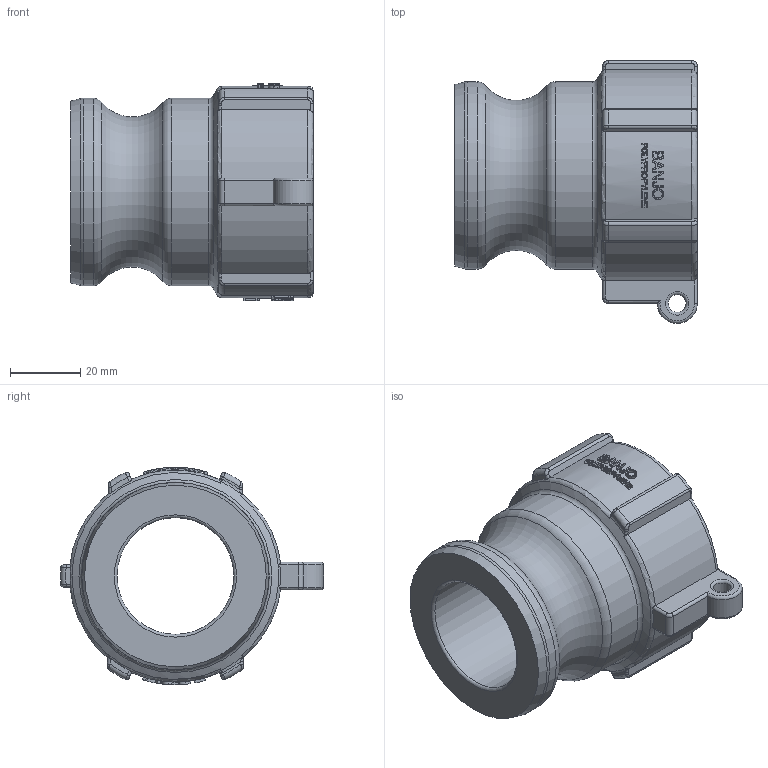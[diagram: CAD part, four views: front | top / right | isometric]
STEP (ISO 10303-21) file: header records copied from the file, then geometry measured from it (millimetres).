
FILE_DESCRIPTION(/* description */ ('1 1/2" Male Adapter X 1 1/2" Female BSPT'),/* implementation_level */ '2;1');
FILE_NAME(/* name */ '150AB.stp',/* time_stamp */ '2014-02-26T10:28:24-05:00',/* author */ ('DTruax'),/* organization */ (''),/* preprocessor_version */ 'ST-DEVELOPER v15.2',/* originating_system */ 'Autodesk Inventor 2014',/* authorisation */ '');
FILE_SCHEMA (('AUTOMOTIVE_DESIGN { 1 0 10303 214 3 1 1 }'));
Length unit declared in the file: inch
Products named in the file (1): 150AB
Bounding box: 69.09 x 74.97 x 61.98 mm (x, y, z)
Volume: 84930.4 mm3; surface area: 27330.1 mm2
Topology: 1 solids, 1 shells, 480 faces, 1251 edges, 809 vertices
Faces by surface type: plane 176, bspline 169, cylinder 88, torus 31, cone 16
Full cylindrical faces by diameter (mm): 5.08 x1, 33.274 x1, 53.467 x2
Entity records: 32993 total; most frequent: CARTESIAN_POINT 22725, ORIENTED_EDGE 2410, DIRECTION 1608, EDGE_CURVE 1205, VERTEX_POINT 789, AXIS2_PLACEMENT_3D 574, EDGE_LOOP 526, B_SPLINE_CURVE_WITH_KNOTS 473
